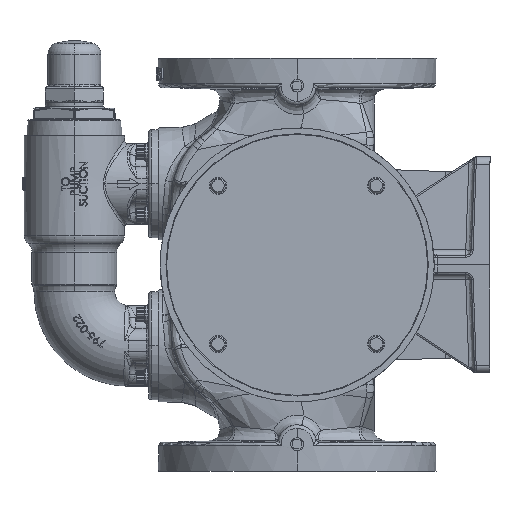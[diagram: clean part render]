
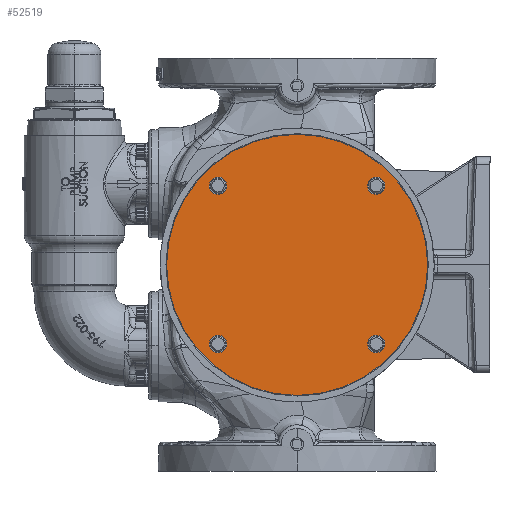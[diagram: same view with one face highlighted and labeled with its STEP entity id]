
A CAD part, left-side view. The second image highlights one B-rep face of the part: STEP entity #52519.
In plain terms, the highlighted planar face has unit normal (-1, 0, 0).
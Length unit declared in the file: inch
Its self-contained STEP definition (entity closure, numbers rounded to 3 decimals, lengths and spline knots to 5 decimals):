
#4117 = DIRECTION ( 'NONE',  ( -1., 0., 0. ) ) ;
#4565 = EDGE_LOOP ( 'NONE', ( #226653, #128100 ) ) ;
#5165 = AXIS2_PLACEMENT_3D ( 'NONE', #198845, #86969, #217620 ) ;
#7988 = VERTEX_POINT ( 'NONE', #191393 ) ;
#24463 = ORIENTED_EDGE ( 'NONE', *, *, #145359, .F. ) ;
#27601 = CIRCLE ( 'NONE', #43473, 0.28125 ) ;
#28008 = EDGE_LOOP ( 'NONE', ( #83445, #36496 ) ) ;
#31531 = EDGE_CURVE ( 'NONE', #93735, #208636, #237841, .T. ) ;
#31864 = EDGE_CURVE ( 'NONE', #67016, #51233, #74089, .T. ) ;
#32379 = CARTESIAN_POINT ( 'NONE',  ( -20.32, 2.56326, 2.56326 ) ) ;
#32829 = EDGE_CURVE ( 'NONE', #7988, #189371, #132465, .T. ) ;
#35222 = CIRCLE ( 'NONE', #224057, 4.2305 ) ;
#36496 = ORIENTED_EDGE ( 'NONE', *, *, #31864, .F. ) ;
#40853 = ORIENTED_EDGE ( 'NONE', *, *, #153275, .T. ) ;
#43473 = AXIS2_PLACEMENT_3D ( 'NONE', #51310, #181801, #69980 ) ;
#43918 = CIRCLE ( 'NONE', #5165, 0.28125 ) ;
#51211 = DIRECTION ( 'NONE',  ( 0., 0., 1. ) ) ;
#51233 = VERTEX_POINT ( 'NONE', #130809 ) ;
#51310 = CARTESIAN_POINT ( 'NONE',  ( -20.32, -2.56326, -2.56326 ) ) ;
#52449 = CIRCLE ( 'NONE', #193028, 0.28125 ) ;
#52519 = ADVANCED_FACE ( 'NONE', ( #187806, #237480, #138175, #88477, #149888 ), #55314, .T. ) ;
#53376 = AXIS2_PLACEMENT_3D ( 'NONE', #172525, #60727, #191296 ) ;
#53911 = AXIS2_PLACEMENT_3D ( 'NONE', #179910, #68062, #198628 ) ;
#53926 = CARTESIAN_POINT ( 'NONE',  ( -20.32, 2.56326, -2.84451 ) ) ;
#55314 = PLANE ( 'NONE',  #53376 ) ;
#60727 = DIRECTION ( 'NONE',  ( -1., 0., 0. ) ) ;
#62880 = EDGE_LOOP ( 'NONE', ( #63125, #24463 ) ) ;
#63125 = ORIENTED_EDGE ( 'NONE', *, *, #31531, .F. ) ;
#65895 = CARTESIAN_POINT ( 'NONE',  ( -20.32, 0., 0. ) ) ;
#67016 = VERTEX_POINT ( 'NONE', #127147 ) ;
#68062 = DIRECTION ( 'NONE',  ( -1., 0., 0. ) ) ;
#69980 = DIRECTION ( 'NONE',  ( 0., 0., 1. ) ) ;
#70530 = CARTESIAN_POINT ( 'NONE',  ( -20.32, -2.56326, -2.56326 ) ) ;
#71255 = DIRECTION ( 'NONE',  ( -1., 0., 0. ) ) ;
#71264 = CARTESIAN_POINT ( 'NONE',  ( -20.32, -2.56326, 2.84451 ) ) ;
#74089 = CIRCLE ( 'NONE', #222577, 0.28125 ) ;
#82453 = EDGE_CURVE ( 'NONE', #147759, #224835, #52449, .T. ) ;
#82863 = ORIENTED_EDGE ( 'NONE', *, *, #212734, .F. ) ;
#83445 = ORIENTED_EDGE ( 'NONE', *, *, #163784, .F. ) ;
#83695 = DIRECTION ( 'NONE',  ( -1., 0., 0. ) ) ;
#84583 = DIRECTION ( 'NONE',  ( 0., 0., 1. ) ) ;
#86969 = DIRECTION ( 'NONE',  ( -1., 0., 0. ) ) ;
#88477 = FACE_BOUND ( 'NONE', #28008, .T. ) ;
#89243 = DIRECTION ( 'NONE',  ( 0., 0., 1. ) ) ;
#89874 = CARTESIAN_POINT ( 'NONE',  ( -20.32, 2.56326, -2.56326 ) ) ;
#93735 = VERTEX_POINT ( 'NONE', #161712 ) ;
#96161 = CARTESIAN_POINT ( 'NONE',  ( -20.32, 0., -4.2305 ) ) ;
#101289 = EDGE_CURVE ( 'NONE', #120932, #195242, #154731, .T. ) ;
#108707 = DIRECTION ( 'NONE',  ( 0., 0., 1. ) ) ;
#113559 = AXIS2_PLACEMENT_3D ( 'NONE', #183102, #71255, #201865 ) ;
#115877 = CARTESIAN_POINT ( 'NONE',  ( -20.32, -2.56326, 2.56326 ) ) ;
#120932 = VERTEX_POINT ( 'NONE', #184962 ) ;
#127147 = CARTESIAN_POINT ( 'NONE',  ( -20.32, -2.56326, -2.84451 ) ) ;
#128100 = ORIENTED_EDGE ( 'NONE', *, *, #159335, .F. ) ;
#130809 = CARTESIAN_POINT ( 'NONE',  ( -20.32, -2.56326, -2.28201 ) ) ;
#132465 = CIRCLE ( 'NONE', #53911, 4.2305 ) ;
#134631 = DIRECTION ( 'NONE',  ( 0., 0., 1. ) ) ;
#138175 = FACE_BOUND ( 'NONE', #182771, .T. ) ;
#144384 = CIRCLE ( 'NONE', #175323, 0.28125 ) ;
#145359 = EDGE_CURVE ( 'NONE', #208636, #93735, #156087, .T. ) ;
#147759 = VERTEX_POINT ( 'NONE', #217196 ) ;
#149888 = FACE_OUTER_BOUND ( 'NONE', #211768, .T. ) ;
#152737 = ORIENTED_EDGE ( 'NONE', *, *, #101289, .F. ) ;
#153275 = EDGE_CURVE ( 'NONE', #189371, #7988, #35222, .T. ) ;
#154731 = CIRCLE ( 'NONE', #230846, 0.28125 ) ;
#156087 = CIRCLE ( 'NONE', #113559, 0.28125 ) ;
#157989 = ORIENTED_EDGE ( 'NONE', *, *, #32829, .T. ) ;
#159335 = EDGE_CURVE ( 'NONE', #224835, #147759, #43918, .T. ) ;
#161712 = CARTESIAN_POINT ( 'NONE',  ( -20.32, 2.56326, -2.28201 ) ) ;
#162945 = DIRECTION ( 'NONE',  ( -1., 0., 0. ) ) ;
#163784 = EDGE_CURVE ( 'NONE', #51233, #67016, #27601, .T. ) ;
#172525 = CARTESIAN_POINT ( 'NONE',  ( -20.32, 0., 0. ) ) ;
#175323 = AXIS2_PLACEMENT_3D ( 'NONE', #195561, #83695, #214318 ) ;
#177217 = AXIS2_PLACEMENT_3D ( 'NONE', #89874, #220525, #108707 ) ;
#179910 = CARTESIAN_POINT ( 'NONE',  ( -20.32, 0., 0. ) ) ;
#181801 = DIRECTION ( 'NONE',  ( -1., 0., 0. ) ) ;
#182771 = EDGE_LOOP ( 'NONE', ( #82863, #152737 ) ) ;
#183102 = CARTESIAN_POINT ( 'NONE',  ( -20.32, 2.56326, -2.56326 ) ) ;
#184962 = CARTESIAN_POINT ( 'NONE',  ( -20.32, -2.56326, 2.28201 ) ) ;
#187806 = FACE_BOUND ( 'NONE', #62880, .T. ) ;
#189371 = VERTEX_POINT ( 'NONE', #96161 ) ;
#191296 = DIRECTION ( 'NONE',  ( 0., 0., 1. ) ) ;
#191393 = CARTESIAN_POINT ( 'NONE',  ( -20.32, 0., 4.2305 ) ) ;
#193028 = AXIS2_PLACEMENT_3D ( 'NONE', #32379, #162945, #51211 ) ;
#195242 = VERTEX_POINT ( 'NONE', #71264 ) ;
#195561 = CARTESIAN_POINT ( 'NONE',  ( -20.32, -2.56326, 2.56326 ) ) ;
#196478 = DIRECTION ( 'NONE',  ( -1., 0., 0. ) ) ;
#198628 = DIRECTION ( 'NONE',  ( 0., 0., 1. ) ) ;
#198845 = CARTESIAN_POINT ( 'NONE',  ( -20.32, 2.56326, 2.56326 ) ) ;
#201145 = DIRECTION ( 'NONE',  ( -1., 0., 0. ) ) ;
#201865 = DIRECTION ( 'NONE',  ( 0., 0., 1. ) ) ;
#208636 = VERTEX_POINT ( 'NONE', #53926 ) ;
#211768 = EDGE_LOOP ( 'NONE', ( #157989, #40853 ) ) ;
#212734 = EDGE_CURVE ( 'NONE', #195242, #120932, #144384, .T. ) ;
#214318 = DIRECTION ( 'NONE',  ( 0., 0., 1. ) ) ;
#217196 = CARTESIAN_POINT ( 'NONE',  ( -20.32, 2.56326, 2.84451 ) ) ;
#217620 = DIRECTION ( 'NONE',  ( 0., 0., 1. ) ) ;
#220525 = DIRECTION ( 'NONE',  ( -1., 0., 0. ) ) ;
#222577 = AXIS2_PLACEMENT_3D ( 'NONE', #70530, #201145, #89243 ) ;
#224057 = AXIS2_PLACEMENT_3D ( 'NONE', #65895, #196478, #84583 ) ;
#224835 = VERTEX_POINT ( 'NONE', #238127 ) ;
#226653 = ORIENTED_EDGE ( 'NONE', *, *, #82453, .F. ) ;
#230846 = AXIS2_PLACEMENT_3D ( 'NONE', #115877, #4117, #134631 ) ;
#237480 = FACE_BOUND ( 'NONE', #4565, .T. ) ;
#237841 = CIRCLE ( 'NONE', #177217, 0.28125 ) ;
#238127 = CARTESIAN_POINT ( 'NONE',  ( -20.32, 2.56326, 2.28201 ) ) ;
